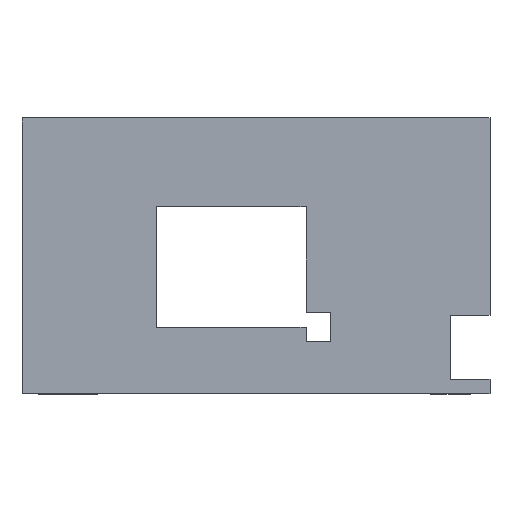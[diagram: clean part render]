
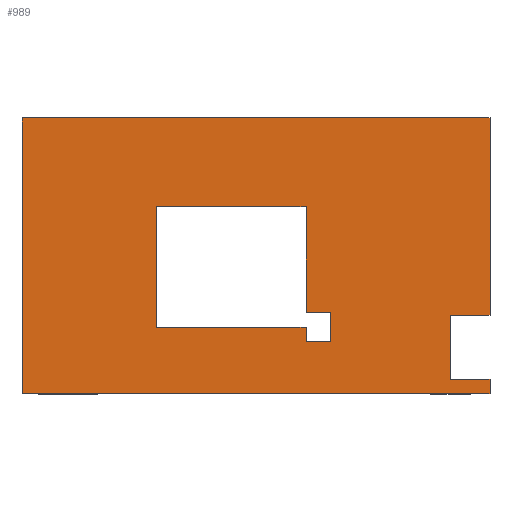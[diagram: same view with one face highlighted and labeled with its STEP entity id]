
A CAD part, top view. The second image highlights one B-rep face of the part: STEP entity #989.
In plain terms, the highlighted planar face has unit normal (0, 0, 1).
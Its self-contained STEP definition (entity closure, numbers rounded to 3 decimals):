
#15=FACE_BOUND('',#70,.T.);
#17=FACE_OUTER_BOUND('',#69,.T.);
#69=EDGE_LOOP('',(#649,#650,#651,#652,#653,#654,#655,#656));
#70=EDGE_LOOP('',(#657,#658,#659,#660,#661,#662,#663,#664));
#123=LINE('',#1361,#267);
#124=LINE('',#1363,#268);
#125=LINE('',#1365,#269);
#126=LINE('',#1367,#270);
#127=LINE('',#1369,#271);
#128=LINE('',#1371,#272);
#129=LINE('',#1373,#273);
#130=LINE('',#1374,#274);
#131=LINE('',#1377,#275);
#132=LINE('',#1379,#276);
#133=LINE('',#1381,#277);
#134=LINE('',#1383,#278);
#135=LINE('',#1385,#279);
#136=LINE('',#1387,#280);
#137=LINE('',#1389,#281);
#138=LINE('',#1390,#282);
#267=VECTOR('',#1111,10.);
#268=VECTOR('',#1112,10.);
#269=VECTOR('',#1113,10.);
#270=VECTOR('',#1114,10.);
#271=VECTOR('',#1115,10.);
#272=VECTOR('',#1116,10.);
#273=VECTOR('',#1117,10.);
#274=VECTOR('',#1118,10.);
#275=VECTOR('',#1119,10.);
#276=VECTOR('',#1120,10.);
#277=VECTOR('',#1121,10.);
#278=VECTOR('',#1122,10.);
#279=VECTOR('',#1123,10.);
#280=VECTOR('',#1124,10.);
#281=VECTOR('',#1125,10.);
#282=VECTOR('',#1126,10.);
#411=VERTEX_POINT('',#1359);
#412=VERTEX_POINT('',#1360);
#413=VERTEX_POINT('',#1362);
#414=VERTEX_POINT('',#1364);
#415=VERTEX_POINT('',#1366);
#416=VERTEX_POINT('',#1368);
#417=VERTEX_POINT('',#1370);
#418=VERTEX_POINT('',#1372);
#419=VERTEX_POINT('',#1375);
#420=VERTEX_POINT('',#1376);
#421=VERTEX_POINT('',#1378);
#422=VERTEX_POINT('',#1380);
#423=VERTEX_POINT('',#1382);
#424=VERTEX_POINT('',#1384);
#425=VERTEX_POINT('',#1386);
#426=VERTEX_POINT('',#1388);
#505=EDGE_CURVE('',#411,#412,#123,.T.);
#506=EDGE_CURVE('',#413,#412,#124,.T.);
#507=EDGE_CURVE('',#413,#414,#125,.T.);
#508=EDGE_CURVE('',#414,#415,#126,.T.);
#509=EDGE_CURVE('',#415,#416,#127,.T.);
#510=EDGE_CURVE('',#417,#416,#128,.T.);
#511=EDGE_CURVE('',#417,#418,#129,.T.);
#512=EDGE_CURVE('',#418,#411,#130,.T.);
#513=EDGE_CURVE('',#419,#420,#131,.T.);
#514=EDGE_CURVE('',#420,#421,#132,.T.);
#515=EDGE_CURVE('',#421,#422,#133,.T.);
#516=EDGE_CURVE('',#422,#423,#134,.T.);
#517=EDGE_CURVE('',#423,#424,#135,.F.);
#518=EDGE_CURVE('',#424,#425,#136,.F.);
#519=EDGE_CURVE('',#425,#426,#137,.F.);
#520=EDGE_CURVE('',#419,#426,#138,.T.);
#649=ORIENTED_EDGE('',*,*,#505,.T.);
#650=ORIENTED_EDGE('',*,*,#506,.F.);
#651=ORIENTED_EDGE('',*,*,#507,.T.);
#652=ORIENTED_EDGE('',*,*,#508,.T.);
#653=ORIENTED_EDGE('',*,*,#509,.T.);
#654=ORIENTED_EDGE('',*,*,#510,.F.);
#655=ORIENTED_EDGE('',*,*,#511,.T.);
#656=ORIENTED_EDGE('',*,*,#512,.T.);
#657=ORIENTED_EDGE('',*,*,#513,.T.);
#658=ORIENTED_EDGE('',*,*,#514,.T.);
#659=ORIENTED_EDGE('',*,*,#515,.T.);
#660=ORIENTED_EDGE('',*,*,#516,.T.);
#661=ORIENTED_EDGE('',*,*,#517,.T.);
#662=ORIENTED_EDGE('',*,*,#518,.T.);
#663=ORIENTED_EDGE('',*,*,#519,.T.);
#664=ORIENTED_EDGE('',*,*,#520,.F.);
#937=PLANE('',#1055);
#989=ADVANCED_FACE('',(#17,#15),#937,.T.);
#1055=AXIS2_PLACEMENT_3D('',#1358,#1109,#1110);
#1109=DIRECTION('center_axis',(0.,0.,1.));
#1110=DIRECTION('ref_axis',(1.,0.,0.));
#1111=DIRECTION('',(1.,0.,0.));
#1112=DIRECTION('',(0.,-1.,0.));
#1113=DIRECTION('',(-1.,0.,0.));
#1114=DIRECTION('',(0.,-1.,0.));
#1115=DIRECTION('',(1.,0.,0.));
#1116=DIRECTION('',(0.,-1.,0.));
#1117=DIRECTION('',(-1.,0.,0.));
#1118=DIRECTION('',(0.,1.,0.));
#1119=DIRECTION('',(0.,-1.,0.));
#1120=DIRECTION('',(-1.,0.,0.));
#1121=DIRECTION('',(0.,1.,0.));
#1122=DIRECTION('',(-1.,0.,0.));
#1123=DIRECTION('',(0.,-1.,0.));
#1124=DIRECTION('',(-1.,0.,0.));
#1125=DIRECTION('',(0.,1.,0.));
#1126=DIRECTION('',(-1.,0.,0.));
#1358=CARTESIAN_POINT('Origin',(21.138,35.569,18.1));
#1359=CARTESIAN_POINT('',(42.148,29.575,18.1));
#1360=CARTESIAN_POINT('',(46.149,29.575,18.1));
#1361=CARTESIAN_POINT('',(32.643,29.575,18.1));
#1362=CARTESIAN_POINT('',(46.149,49.555,18.1));
#1363=CARTESIAN_POINT('',(46.149,28.575,18.1));
#1364=CARTESIAN_POINT('',(-1.293,49.555,18.1));
#1365=CARTESIAN_POINT('',(32.993,49.555,18.1));
#1366=CARTESIAN_POINT('',(-1.293,21.582,18.1));
#1367=CARTESIAN_POINT('',(-1.293,42.562,18.1));
#1368=CARTESIAN_POINT('',(46.149,21.582,18.1));
#1369=CARTESIAN_POINT('',(41.869,21.582,18.1));
#1370=CARTESIAN_POINT('',(46.149,23.075,18.1));
#1371=CARTESIAN_POINT('',(46.149,28.575,18.1));
#1372=CARTESIAN_POINT('',(42.148,23.075,18.1));
#1373=CARTESIAN_POINT('',(31.643,23.075,18.1));
#1374=CARTESIAN_POINT('',(42.148,32.322,18.1));
#1375=CARTESIAN_POINT('',(30.,29.86,18.1));
#1376=CARTESIAN_POINT('',(30.,26.86,18.1));
#1377=CARTESIAN_POINT('',(30.,33.464,18.1));
#1378=CARTESIAN_POINT('',(27.5,26.86,18.1));
#1379=CARTESIAN_POINT('',(24.319,26.86,18.1));
#1380=CARTESIAN_POINT('',(27.5,28.36,18.1));
#1381=CARTESIAN_POINT('',(27.5,33.464,18.1));
#1382=CARTESIAN_POINT('',(12.3,28.36,18.1));
#1383=CARTESIAN_POINT('',(24.319,28.36,18.1));
#1384=CARTESIAN_POINT('',(12.3,40.56,18.1));
#1385=CARTESIAN_POINT('',(12.3,38.014,18.1));
#1386=CARTESIAN_POINT('',(27.5,40.56,18.1));
#1387=CARTESIAN_POINT('',(16.769,40.56,18.1));
#1388=CARTESIAN_POINT('',(27.5,29.86,18.1));
#1389=CARTESIAN_POINT('',(27.5,38.014,18.1));
#1390=CARTESIAN_POINT('',(24.319,29.86,18.1));
